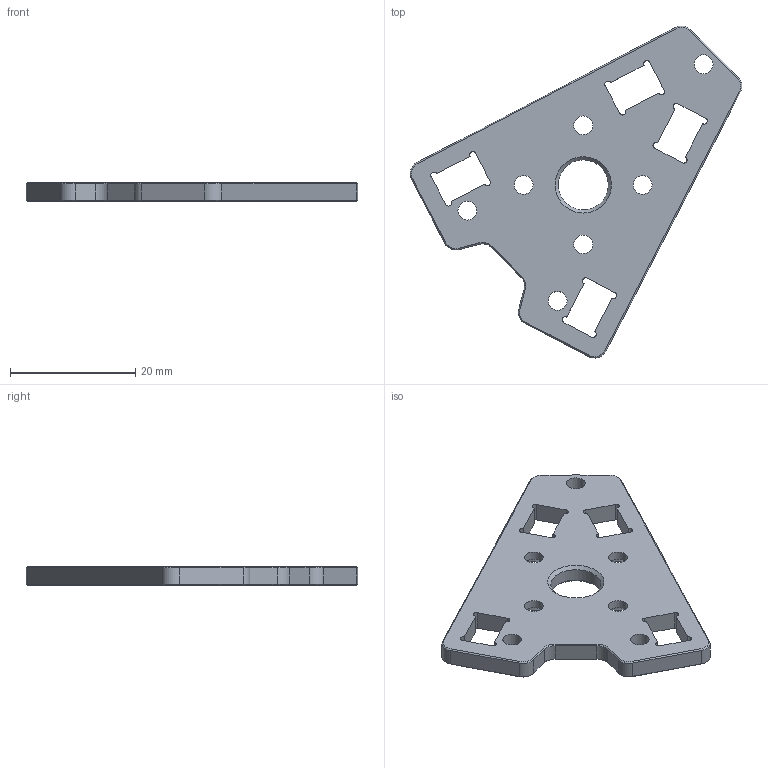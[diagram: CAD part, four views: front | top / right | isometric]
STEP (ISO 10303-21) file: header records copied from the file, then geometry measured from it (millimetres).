
FILE_DESCRIPTION(/* description */ (''),/* implementation_level */ '2;1');
FILE_NAME(/* name */ 'MotorMountPlate_v1.1.step',/* time_stamp */ '2023-06-24T08:39:40+08:00',/* author */ (''),/* organization */ (''),/* preprocessor_version */ 'ST-DEVELOPER v19.2',/* originating_system */ 'Autodesk Translation Framework v12.6.0.85',/* authorisation */ '');
FILE_SCHEMA (('AUTOMOTIVE_DESIGN { 1 0 10303 214 3 1 1 }'));
Length unit declared in the file: millimetre
Products named in the file (1): 电机板
Bounding box: 52.96 x 52.99 x 3 mm (x, y, z)
Volume: 3450.7 mm3; surface area: 3375.2 mm2
Topology: 1 solids, 1 shells, 99 faces, 251 edges, 154 vertices
Faces by surface type: plane 45, cylinder 32, cone 22
Full cylindrical faces by diameter (mm): 3 x7, 8 x1
Entity records: 3033 total; most frequent: DIRECTION 536, CARTESIAN_POINT 508, ORIENTED_EDGE 502, EDGE_CURVE 251, AXIS2_PLACEMENT_3D 186, LINE 164, VECTOR 164, VERTEX_POINT 154
